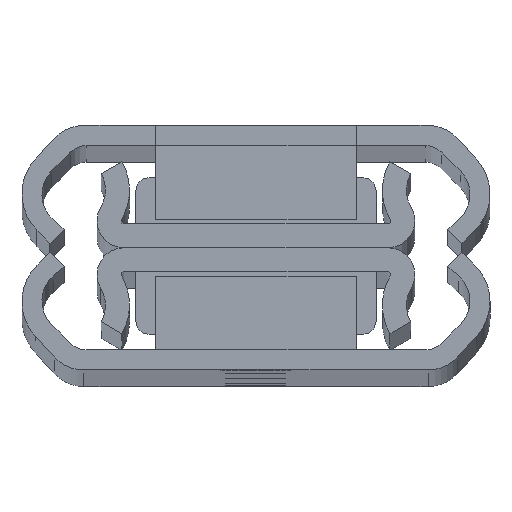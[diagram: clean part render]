
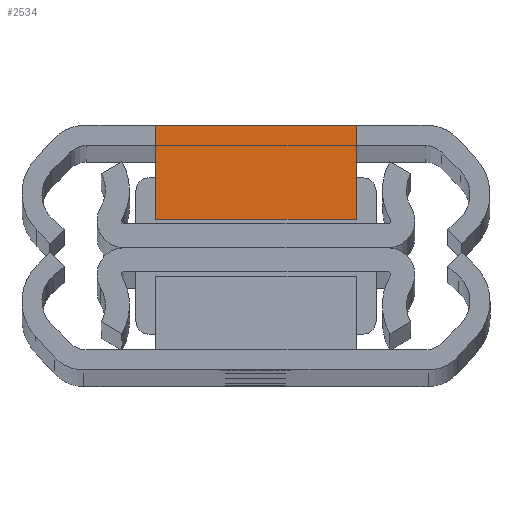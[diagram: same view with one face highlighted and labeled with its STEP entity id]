
A CAD part, top view. The second image highlights one B-rep face of the part: STEP entity #2534.
In plain terms, the highlighted face is planar.
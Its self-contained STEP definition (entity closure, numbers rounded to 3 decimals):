
#11 = VERTEX_POINT ( 'NONE', #3301 ) ;
#12 = VERTEX_POINT ( 'NONE', #3300 ) ;
#28 = VERTEX_POINT ( 'NONE', #3329 ) ;
#116 = VERTEX_POINT ( 'NONE', #1950 ) ;
#128 = VERTEX_POINT ( 'NONE', #1962 ) ;
#134 = VERTEX_POINT ( 'NONE', #1968 ) ;
#162 = EDGE_CURVE ( 'NONE', #11, #12, #367, .T. ) ;
#242 = EDGE_CURVE ( 'NONE', #134, #28, #490, .T. ) ;
#244 = EDGE_CURVE ( 'NONE', #28, #128, #508, .T. ) ;
#248 = EDGE_CURVE ( 'NONE', #12, #116, #515, .T. ) ;
#250 = EDGE_CURVE ( 'NONE', #11, #134, #507, .T. ) ;
#251 = EDGE_CURVE ( 'NONE', #128, #116, #521, .T. ) ;
#367 = LINE ( 'NONE', #2016, #368 ) ;
#368 = VECTOR ( 'NONE', #2017, 1000. ) ;
#490 = LINE ( 'NONE', #2196, #504 ) ;
#504 = VECTOR ( 'NONE', #2200, 1000. ) ;
#507 = LINE ( 'NONE', #2213, #519 ) ;
#508 = LINE ( 'NONE', #2203, #509 ) ;
#509 = VECTOR ( 'NONE', #2204, 1000. ) ;
#515 = LINE ( 'NONE', #2211, #516 ) ;
#516 = VECTOR ( 'NONE', #2212, 1000. ) ;
#519 = VECTOR ( 'NONE', #2217, 1000. ) ;
#521 = LINE ( 'NONE', #2218, #522 ) ;
#522 = VECTOR ( 'NONE', #2219, 1000. ) ;
#838 = FACE_OUTER_BOUND ( 'NONE', #1467, .T. ) ;
#1108 = AXIS2_PLACEMENT_3D ( 'NONE', #2799, #2805, #2806 ) ;
#1467 = EDGE_LOOP ( 'NONE', ( #1689, #1690, #1691, #1692, #1693, #1694 ) ) ;
#1689 = ORIENTED_EDGE ( 'NONE', *, *, #250, .T. ) ;
#1690 = ORIENTED_EDGE ( 'NONE', *, *, #242, .T. ) ;
#1691 = ORIENTED_EDGE ( 'NONE', *, *, #244, .T. ) ;
#1692 = ORIENTED_EDGE ( 'NONE', *, *, #251, .T. ) ;
#1693 = ORIENTED_EDGE ( 'NONE', *, *, #248, .F. ) ;
#1694 = ORIENTED_EDGE ( 'NONE', *, *, #162, .F. ) ;
#1950 = CARTESIAN_POINT ( 'NONE',  ( 7.5, -8.28, -351.1 ) ) ;
#1962 = CARTESIAN_POINT ( 'NONE',  ( 7.5, -2.78, -351.1 ) ) ;
#1968 = CARTESIAN_POINT ( 'NONE',  ( -7.5, -8.28, -351.1 ) ) ;
#2016 = CARTESIAN_POINT ( 'NONE',  ( 7.5, -9.78, -351.1 ) ) ;
#2017 = DIRECTION ( 'NONE',  ( 1., 0., 0. ) ) ;
#2196 = CARTESIAN_POINT ( 'NONE',  ( -7.5, -8.28, -351.1 ) ) ;
#2200 = DIRECTION ( 'NONE',  ( 0., 1., 0. ) ) ;
#2203 = CARTESIAN_POINT ( 'NONE',  ( -7.5, -2.78, -351.1 ) ) ;
#2204 = DIRECTION ( 'NONE',  ( 1., 0., 0. ) ) ;
#2211 = CARTESIAN_POINT ( 'NONE',  ( 7.5, -9.78, -351.1 ) ) ;
#2212 = DIRECTION ( 'NONE',  ( 0., 1., 0. ) ) ;
#2213 = CARTESIAN_POINT ( 'NONE',  ( -7.5, -9.78, -351.1 ) ) ;
#2217 = DIRECTION ( 'NONE',  ( 0., 1., 0. ) ) ;
#2218 = CARTESIAN_POINT ( 'NONE',  ( 7.5, -2.78, -351.1 ) ) ;
#2219 = DIRECTION ( 'NONE',  ( 0., -1., 0. ) ) ;
#2534 = ADVANCED_FACE ( 'NONE', ( #838 ), #2796, .F. ) ;
#2796 = PLANE ( 'NONE',  #1108 ) ;
#2799 = CARTESIAN_POINT ( 'NONE',  ( 7.5, -9.78, -351.1 ) ) ;
#2805 = DIRECTION ( 'NONE',  ( 0., 0., 1. ) ) ;
#2806 = DIRECTION ( 'NONE',  ( 1., 0., 0. ) ) ;
#3300 = CARTESIAN_POINT ( 'NONE',  ( 7.5, -9.78, -351.1 ) ) ;
#3301 = CARTESIAN_POINT ( 'NONE',  ( -7.5, -9.78, -351.1 ) ) ;
#3329 = CARTESIAN_POINT ( 'NONE',  ( -7.5, -2.78, -351.1 ) ) ;
